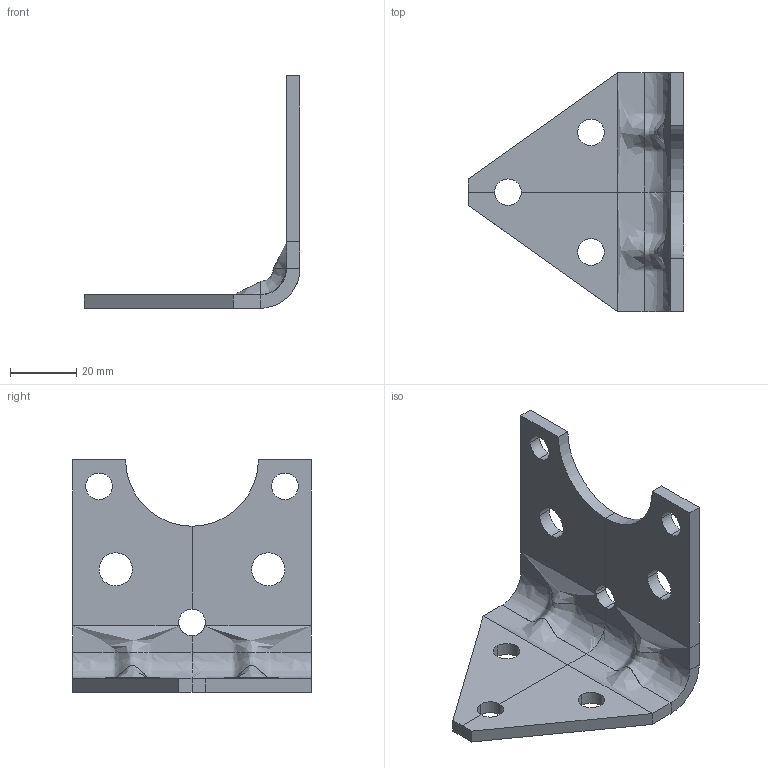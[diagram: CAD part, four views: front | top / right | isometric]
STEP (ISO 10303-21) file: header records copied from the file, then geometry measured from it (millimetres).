
FILE_DESCRIPTION( ( 'STEP AP203' ), '1' );
FILE_NAME( 'bracket-hole.step', ' ', ( ' ' ), ( ' ' ), 'PSStep 22.0.50', ' ', ' ' );
FILE_SCHEMA( ( 'CONFIG_CONTROL_DESIGN' ) );
Length unit declared in the file: millimetre
Products named in the file (10): 1; 2; 3; 4; 5; 6; 7; 8; 9; 10
Bounding box: 65 x 72 x 70 mm (x, y, z)
Volume: 26091.4 mm3; surface area: 18618.7 mm2
Topology: 10 solids, 10 shells, 98 faces, 246 edges, 168 vertices
Faces by surface type: cylinder 36, plane 36, bspline 26
Entity records: 11999 total; most frequent: CARTESIAN_POINT 9534, ORIENTED_EDGE 492, DIRECTION 404, EDGE_CURVE 246, VERTEX_POINT 168, AXIS2_PLACEMENT_3D 150, EDGE_LOOP 110, LINE 104
